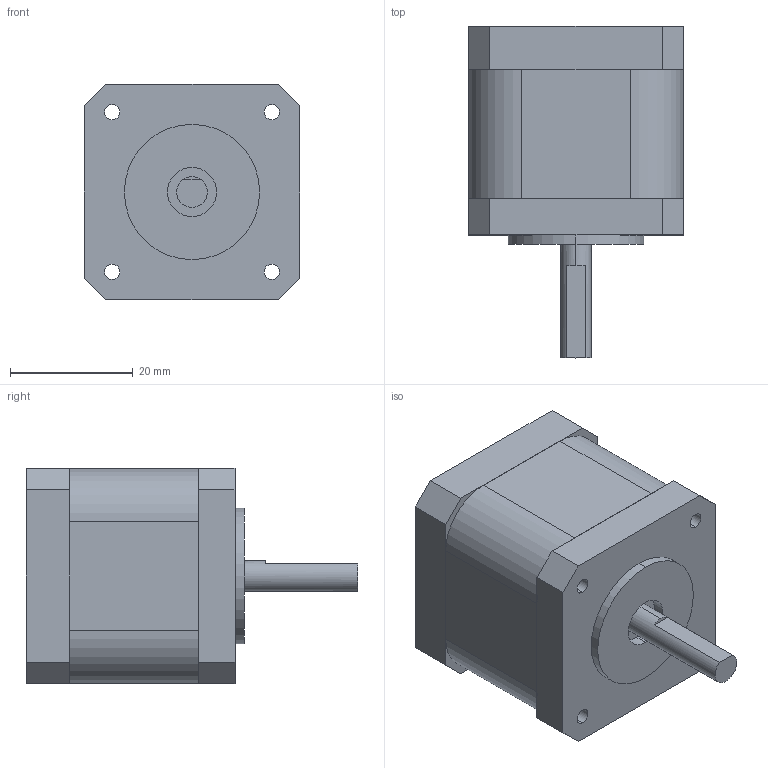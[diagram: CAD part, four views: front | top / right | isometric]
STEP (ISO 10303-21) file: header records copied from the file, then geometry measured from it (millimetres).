
FILE_DESCRIPTION (( 'STEP AP214' ), '1' );
FILE_NAME ('35A02.STEP', '2020-12-14T07:36:16', ( '' ), ( '' ), 'SwSTEP 2.0', 'SolidWorks 2020', '' );
FILE_SCHEMA (( 'AUTOMOTIVE_DESIGN' ));
Length unit declared in the file: millimetre
Products named in the file (1): 35A02
Bounding box: 35 x 54 x 35 mm (x, y, z)
Volume: 40156.3 mm3; surface area: 12884.8 mm2
Topology: 3 solids, 3 shells, 65 faces, 168 edges, 112 vertices
Faces by surface type: cylinder 34, plane 31
Entity records: 2376 total; most frequent: DIRECTION 370, CARTESIAN_POINT 346, ORIENTED_EDGE 336, EDGE_CURVE 168, AXIS2_PLACEMENT_3D 136, VERTEX_POINT 112, LINE 98, VECTOR 98
